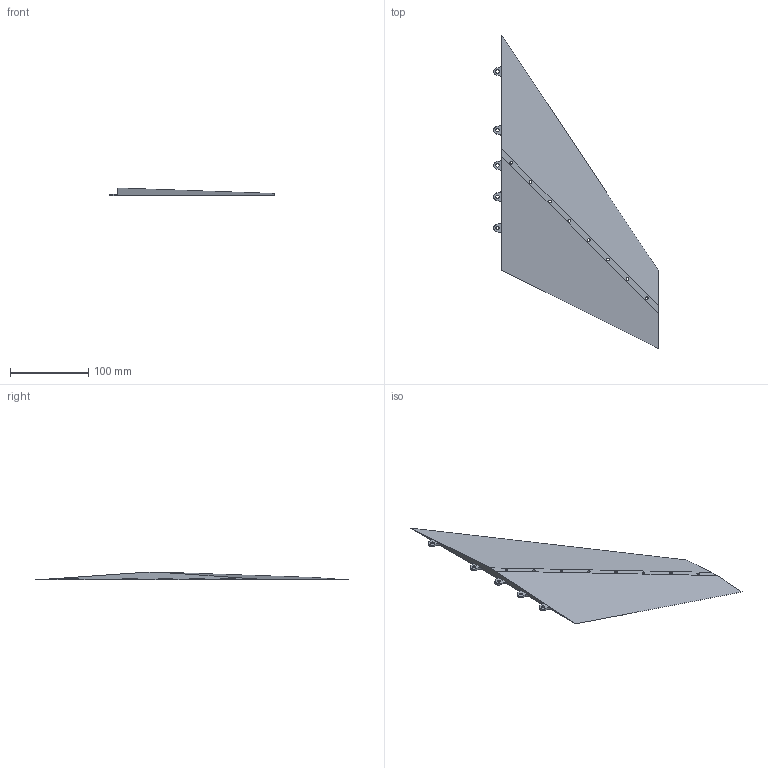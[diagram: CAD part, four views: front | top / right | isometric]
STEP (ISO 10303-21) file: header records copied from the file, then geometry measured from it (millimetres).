
FILE_DESCRIPTION(('CATIA V5 STEP Exchange'),'2;1');
FILE_NAME('AmeAileron.stp','2019-03-20T15:21:46+00:00',('none'),('none'),'CATIA Version 5 Release 21 GA (IN-10)','CATIA V5 STEP AP203','none');
FILE_SCHEMA(('CONFIG_CONTROL_DESIGN'));
Length unit declared in the file: millimetre
Products named in the file (1): AmeAileron
Bounding box: 210.5 x 400 x 10.15 mm (x, y, z)
Volume: 79642.1 mm3; surface area: 85810.5 mm2
Topology: 1 solids, 1 shells, 79 faces, 244 edges, 167 vertices
Faces by surface type: cylinder 48, plane 29, sphere 2
Entity records: 3005 total; most frequent: CARTESIAN_POINT 848, ORIENTED_EDGE 484, DIRECTION 340, EDGE_CURVE 242, VERTEX_POINT 167, AXIS2_PLACEMENT_3D 144, VECTOR 136, LINE 136
